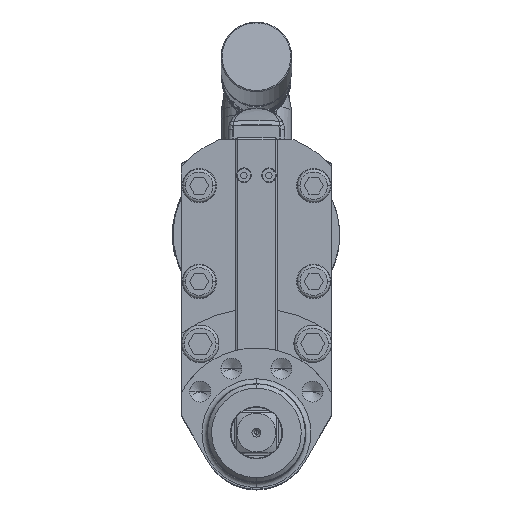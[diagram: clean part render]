
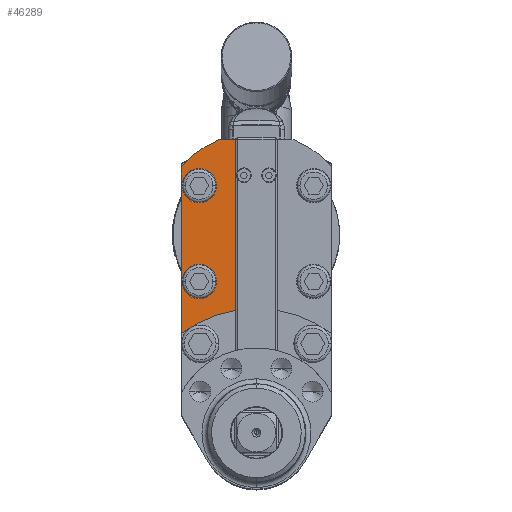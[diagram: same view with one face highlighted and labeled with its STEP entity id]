
A CAD part, top view. The second image highlights one B-rep face of the part: STEP entity #46289.
In plain terms, the highlighted planar face has unit normal (0, 0, 1).
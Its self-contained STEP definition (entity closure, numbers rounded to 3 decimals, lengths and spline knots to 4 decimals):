
#2742=DIRECTION('',(0.,-1.,0.));
#2743=VECTOR('',#2742,2.7889);
#2744=CARTESIAN_POINT('',(-0.3937,1.3386,
20.1575));
#2745=LINE('',#2744,#2743);
#2746=CARTESIAN_POINT('',(0.,-3.7795,20.1575));
#2747=DIRECTION('',(0.,0.,1.));
#2748=DIRECTION('',(-0.167,0.986,0.));
#2749=AXIS2_PLACEMENT_3D('',#2746,#2747,#2748);
#2751=DIRECTION('',(0.,1.,0.));
#2752=VECTOR('',#2751,3.1693);
#2753=CARTESIAN_POINT('',(-1.4173,-1.8898,
20.1575));
#2754=LINE('',#2753,#2752);
#2755=CARTESIAN_POINT('',(0.,0.,20.1575));
#2756=DIRECTION('',(0.,0.,-1.));
#2757=DIRECTION('',(-0.742,0.67,0.));
#2758=AXIS2_PLACEMENT_3D('',#2755,#2756,#2757);
#2760=DIRECTION('',(1.,0.,0.));
#2761=VECTOR('',#2760,0.3185);
#2762=CARTESIAN_POINT('',(-0.7122,1.7717,
20.1575));
#2763=LINE('',#2762,#2761);
#2764=DIRECTION('',(0.,-1.,0.));
#2765=VECTOR('',#2764,0.2362);
#2766=CARTESIAN_POINT('',(-0.3937,1.7717,
20.1575));
#2767=LINE('',#2766,#2765);
#2768=CARTESIAN_POINT('',(-1.0827,0.9055,
20.1575));
#2769=DIRECTION('',(0.,0.,1.));
#2770=DIRECTION('',(-1.,0.,0.));
#2771=AXIS2_PLACEMENT_3D('',#2768,#2769,#2770);
#2773=CARTESIAN_POINT('',(-1.0827,0.9055,
20.1575));
#2774=DIRECTION('',(0.,0.,1.));
#2775=DIRECTION('',(1.,0.,0.));
#2776=AXIS2_PLACEMENT_3D('',#2773,#2774,#2775);
#2778=CARTESIAN_POINT('',(-1.0827,-0.9055,
20.1575));
#2779=DIRECTION('',(0.,0.,1.));
#2780=DIRECTION('',(-1.,0.,0.));
#2781=AXIS2_PLACEMENT_3D('',#2778,#2779,#2780);
#2783=CARTESIAN_POINT('',(-1.0827,-0.9055,
20.1575));
#2784=DIRECTION('',(0.,0.,1.));
#2785=DIRECTION('',(1.,0.,0.));
#2786=AXIS2_PLACEMENT_3D('',#2783,#2784,#2785);
#2792=DIRECTION('',(0.,1.,0.));
#2793=VECTOR('',#2792,0.1969);
#2794=CARTESIAN_POINT('',(-0.3937,1.3386,
20.1575));
#2795=LINE('',#2794,#2793);
#39219=CARTESIAN_POINT('',(-1.4173,1.2795,
20.1575));
#39220=CARTESIAN_POINT('',(-0.7122,1.7717,
20.1575));
#39221=VERTEX_POINT('',#39219);
#39222=VERTEX_POINT('',#39220);
#39239=CARTESIAN_POINT('',(-1.4075,0.9055,
20.1575));
#39240=CARTESIAN_POINT('',(-0.7579,0.9055,
20.1575));
#39241=VERTEX_POINT('',#39239);
#39242=VERTEX_POINT('',#39240);
#39247=CARTESIAN_POINT('',(-1.4075,-0.9055,
20.1575));
#39248=CARTESIAN_POINT('',(-0.7579,-0.9055,
20.1575));
#39249=VERTEX_POINT('',#39247);
#39250=VERTEX_POINT('',#39248);
#39403=CARTESIAN_POINT('',(-1.4173,-1.8898,
20.1575));
#39404=VERTEX_POINT('',#39403);
#43722=CARTESIAN_POINT('',(-0.3937,1.5354,
20.1575));
#43724=VERTEX_POINT('',#43722);
#43726=CARTESIAN_POINT('',(-0.3937,1.7717,
20.1575));
#43727=VERTEX_POINT('',#43726);
#43728=CARTESIAN_POINT('',(-0.3937,1.3386,
20.1575));
#43729=CARTESIAN_POINT('',(-0.3937,-1.4504,
20.1575));
#43730=VERTEX_POINT('',#43728);
#43731=VERTEX_POINT('',#43729);
#46257=CARTESIAN_POINT('',(0.,0.,20.1575));
#46258=DIRECTION('',(0.,0.,-1.));
#46259=DIRECTION('',(-1.,0.,0.));
#46260=AXIS2_PLACEMENT_3D('',#46257,#46258,#46259);
#46261=PLANE('',#46260);
#46263=ORIENTED_EDGE('',*,*,#46262,.F.);
#46265=ORIENTED_EDGE('',*,*,#46264,.T.);
#46267=ORIENTED_EDGE('',*,*,#46266,.T.);
#46269=ORIENTED_EDGE('',*,*,#46268,.T.);
#46271=ORIENTED_EDGE('',*,*,#46270,.T.);
#46272=ORIENTED_EDGE('',*,*,#46239,.T.);
#46274=ORIENTED_EDGE('',*,*,#46273,.T.);
#46275=EDGE_LOOP('',(#46263,#46265,#46267,#46269,#46271,#46272,#46274));
#46276=FACE_OUTER_BOUND('',#46275,.F.);
#46278=ORIENTED_EDGE('',*,*,#46277,.T.);
#46280=ORIENTED_EDGE('',*,*,#46279,.T.);
#46281=EDGE_LOOP('',(#46278,#46280));
#46282=FACE_BOUND('',#46281,.F.);
#46284=ORIENTED_EDGE('',*,*,#46283,.T.);
#46286=ORIENTED_EDGE('',*,*,#46285,.T.);
#46287=EDGE_LOOP('',(#46284,#46286));
#46288=FACE_BOUND('',#46287,.F.);
#46289=ADVANCED_FACE('',(#46276,#46282,#46288),#46261,.F.);
#2750=CIRCLE('',#2749,2.3622);
#2759=CIRCLE('',#2758,1.9094);
#2772=CIRCLE('',#2771,0.3248);
#2777=CIRCLE('',#2776,0.3248);
#2782=CIRCLE('',#2781,0.3248);
#2787=CIRCLE('',#2786,0.3248);
#46239=EDGE_CURVE('',#39222,#43727,#2763,.T.);
#46262=EDGE_CURVE('',#43730,#43724,#2795,.T.);
#46264=EDGE_CURVE('',#43730,#43731,#2745,.T.);
#46266=EDGE_CURVE('',#43731,#39404,#2750,.T.);
#46268=EDGE_CURVE('',#39404,#39221,#2754,.T.);
#46270=EDGE_CURVE('',#39221,#39222,#2759,.T.);
#46273=EDGE_CURVE('',#43727,#43724,#2767,.T.);
#46277=EDGE_CURVE('',#39241,#39242,#2772,.T.);
#46279=EDGE_CURVE('',#39242,#39241,#2777,.T.);
#46283=EDGE_CURVE('',#39249,#39250,#2782,.T.);
#46285=EDGE_CURVE('',#39250,#39249,#2787,.T.);
